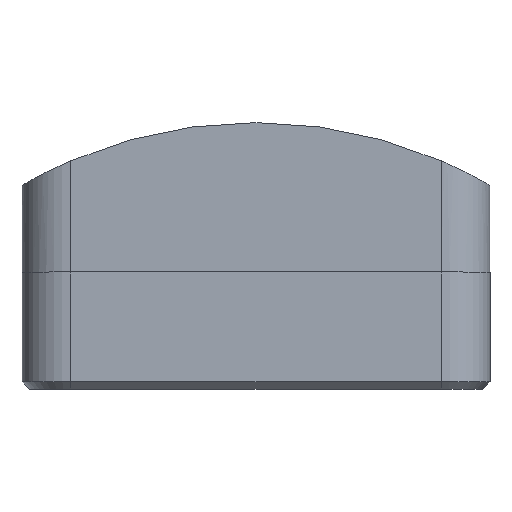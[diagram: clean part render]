
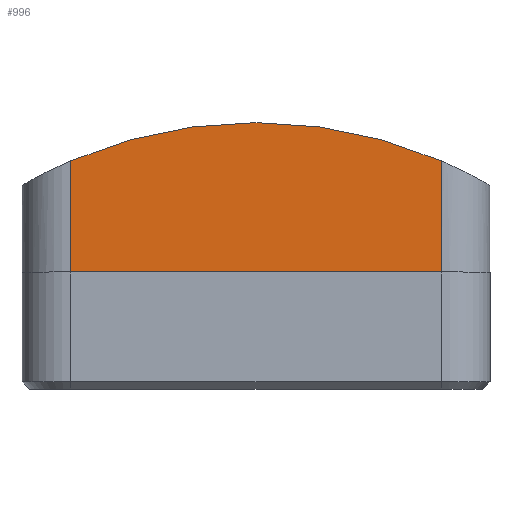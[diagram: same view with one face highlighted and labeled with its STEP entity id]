
A CAD part, top view. The second image highlights one B-rep face of the part: STEP entity #996.
In plain terms, the highlighted planar face has unit normal (0, 0, 1).
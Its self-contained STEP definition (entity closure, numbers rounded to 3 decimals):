
#52 = LINE ( 'NONE', #182, #1744 ) ;
#182 = CARTESIAN_POINT ( 'NONE',  ( -12., 6., 6. ) ) ;
#190 = ORIENTED_EDGE ( 'NONE', *, *, #1630, .T. ) ;
#207 = CIRCLE ( 'NONE', #1746, 24. ) ;
#245 = CARTESIAN_POINT ( 'NONE',  ( -9.5, 11.7, 6. ) ) ;
#305 = LINE ( 'NONE', #1711, #758 ) ;
#422 = CARTESIAN_POINT ( 'NONE',  ( 9.5, 6., 6. ) ) ;
#432 = CARTESIAN_POINT ( 'NONE',  ( 9.5, 14.077, 6. ) ) ;
#464 = ORIENTED_EDGE ( 'NONE', *, *, #1502, .F. ) ;
#478 = ORIENTED_EDGE ( 'NONE', *, *, #1244, .T. ) ;
#493 = EDGE_CURVE ( 'NONE', #2110, #1503, #52, .T. ) ;
#698 = DIRECTION ( 'NONE',  ( 1., 0., 0. ) ) ;
#758 = VECTOR ( 'NONE', #1372, 1000. ) ;
#996 = ADVANCED_FACE ( 'NONE', ( #1400 ), #2146, .F. ) ;
#1099 = DIRECTION ( 'NONE',  ( 0., 1., 0. ) ) ;
#1244 = EDGE_CURVE ( 'NONE', #1479, #2110, #305, .T. ) ;
#1255 = EDGE_LOOP ( 'NONE', ( #464, #478, #1867, #190 ) ) ;
#1258 = CARTESIAN_POINT ( 'NONE',  ( -12., 14.077, 6. ) ) ;
#1327 = AXIS2_PLACEMENT_3D ( 'NONE', #1258, #1972, #1603 ) ;
#1372 = DIRECTION ( 'NONE',  ( 0., -1., 0. ) ) ;
#1400 = FACE_OUTER_BOUND ( 'NONE', #1255, .T. ) ;
#1446 = DIRECTION ( 'NONE',  ( 0., 0., -1. ) ) ;
#1479 = VERTEX_POINT ( 'NONE', #245 ) ;
#1502 = EDGE_CURVE ( 'NONE', #1479, #1872, #207, .T. ) ;
#1503 = VERTEX_POINT ( 'NONE', #422 ) ;
#1603 = DIRECTION ( 'NONE',  ( -1., 0., 0. ) ) ;
#1627 = DIRECTION ( 'NONE',  ( -1., 0., 0. ) ) ;
#1630 = EDGE_CURVE ( 'NONE', #1503, #1872, #1665, .T. ) ;
#1665 = LINE ( 'NONE', #432, #1968 ) ;
#1711 = CARTESIAN_POINT ( 'NONE',  ( -9.5, 14.077, 6. ) ) ;
#1744 = VECTOR ( 'NONE', #698, 1000. ) ;
#1746 = AXIS2_PLACEMENT_3D ( 'NONE', #1813, #1446, #1627 ) ;
#1813 = CARTESIAN_POINT ( 'NONE',  ( 0., -10.34, 6. ) ) ;
#1867 = ORIENTED_EDGE ( 'NONE', *, *, #493, .T. ) ;
#1872 = VERTEX_POINT ( 'NONE', #2080 ) ;
#1968 = VECTOR ( 'NONE', #1099, 1000. ) ;
#1972 = DIRECTION ( 'NONE',  ( 0., 0., -1. ) ) ;
#2080 = CARTESIAN_POINT ( 'NONE',  ( 9.5, 11.7, 6. ) ) ;
#2110 = VERTEX_POINT ( 'NONE', #2205 ) ;
#2146 = PLANE ( 'NONE',  #1327 ) ;
#2205 = CARTESIAN_POINT ( 'NONE',  ( -9.5, 6., 6. ) ) ;
